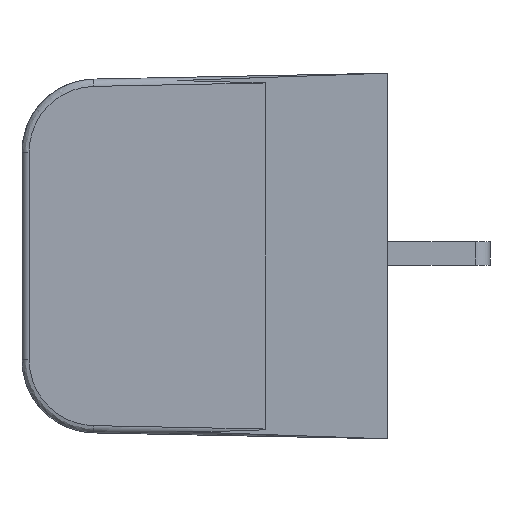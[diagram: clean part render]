
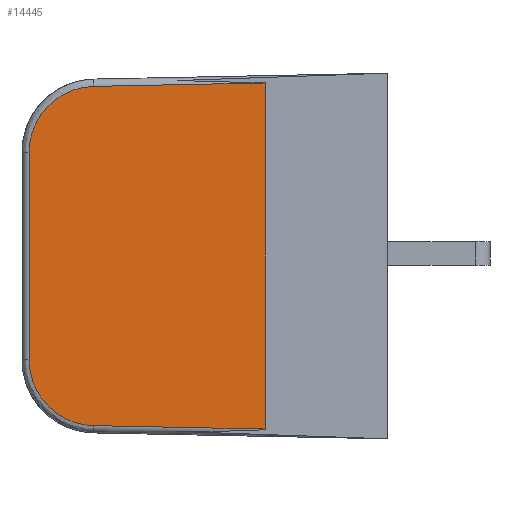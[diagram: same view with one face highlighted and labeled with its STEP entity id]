
A CAD part, left-side view. The second image highlights one B-rep face of the part: STEP entity #14445.
In plain terms, the highlighted planar face has unit normal (-1, 0.02, 0).
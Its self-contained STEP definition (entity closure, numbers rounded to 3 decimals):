
#14445 = ADVANCED_FACE('',(#14446),#14460,.F.);
#14446 = FACE_BOUND('',#14447,.F.);
#14447 = EDGE_LOOP('',(#14448,#14471,#14487,#14503,#14547,#14563));
#14448 = ORIENTED_EDGE('',*,*,#14449,.F.);
#14449 = EDGE_CURVE('',#14450,#14452,#14454,.T.);
#14450 = VERTEX_POINT('',#14451);
#14451 = CARTESIAN_POINT('',(-9.122,4.256,
    6.011));
#14452 = VERTEX_POINT('',#14453);
#14453 = CARTESIAN_POINT('',(-9.003,10.211,
    5.892));
#14454 = SURFACE_CURVE('',#14455,(#14459),.PCURVE_S1.);
#14455 = LINE('',#14456,#14457);
#14456 = CARTESIAN_POINT('',(-9.122,4.256,
    6.011));
#14457 = VECTOR('',#14458,1.);
#14458 = DIRECTION('',(0.02,1.,
    -0.02));
#14459 = PCURVE('',#14460,#14465);
#14460 = PLANE('',#14461);
#14461 = AXIS2_PLACEMENT_3D('',#14462,#14463,#14464);
#14462 = CARTESIAN_POINT('',(-9.081,6.35,0.));
#14463 = DIRECTION('',(1.,-0.02,0.));
#14464 = DIRECTION('',(0.,0.,-1.));
#14465 = DEFINITIONAL_REPRESENTATION('',(#14466),#14470);
#14466 = LINE('',#14467,#14468);
#14467 = CARTESIAN_POINT('',(-6.011,-2.095));
#14468 = VECTOR('',#14469,1.);
#14469 = DIRECTION('',(0.02,1.));
#14470 = ( GEOMETRIC_REPRESENTATION_CONTEXT(2) 
PARAMETRIC_REPRESENTATION_CONTEXT() REPRESENTATION_CONTEXT('2D SPACE',''
  ) );
#14471 = ORIENTED_EDGE('',*,*,#14472,.F.);
#14472 = EDGE_CURVE('',#14473,#14450,#14475,.T.);
#14473 = VERTEX_POINT('',#14474);
#14474 = CARTESIAN_POINT('',(-9.122,4.256,
    -6.011));
#14475 = SURFACE_CURVE('',#14476,(#14480),.PCURVE_S1.);
#14476 = LINE('',#14477,#14478);
#14477 = CARTESIAN_POINT('',(-9.122,4.256,
    -6.011));
#14478 = VECTOR('',#14479,1.);
#14479 = DIRECTION('',(0.,0.,1.));
#14480 = PCURVE('',#14460,#14481);
#14481 = DEFINITIONAL_REPRESENTATION('',(#14482),#14486);
#14482 = LINE('',#14483,#14484);
#14483 = CARTESIAN_POINT('',(6.011,-2.095));
#14484 = VECTOR('',#14485,1.);
#14485 = DIRECTION('',(-1.,0.));
#14486 = ( GEOMETRIC_REPRESENTATION_CONTEXT(2) 
PARAMETRIC_REPRESENTATION_CONTEXT() REPRESENTATION_CONTEXT('2D SPACE',''
  ) );
#14487 = ORIENTED_EDGE('',*,*,#14488,.T.);
#14488 = EDGE_CURVE('',#14473,#14489,#14491,.T.);
#14489 = VERTEX_POINT('',#14490);
#14490 = CARTESIAN_POINT('',(-9.003,10.211,
    -5.892));
#14491 = SURFACE_CURVE('',#14492,(#14496),.PCURVE_S1.);
#14492 = LINE('',#14493,#14494);
#14493 = CARTESIAN_POINT('',(-9.122,4.256,
    -6.011));
#14494 = VECTOR('',#14495,1.);
#14495 = DIRECTION('',(0.02,1.,
    0.02));
#14496 = PCURVE('',#14460,#14497);
#14497 = DEFINITIONAL_REPRESENTATION('',(#14498),#14502);
#14498 = LINE('',#14499,#14500);
#14499 = CARTESIAN_POINT('',(6.011,-2.095));
#14500 = VECTOR('',#14501,1.);
#14501 = DIRECTION('',(-0.02,1.));
#14502 = ( GEOMETRIC_REPRESENTATION_CONTEXT(2) 
PARAMETRIC_REPRESENTATION_CONTEXT() REPRESENTATION_CONTEXT('2D SPACE',''
  ) );
#14503 = ORIENTED_EDGE('',*,*,#14504,.F.);
#14504 = EDGE_CURVE('',#14505,#14489,#14507,.T.);
#14505 = VERTEX_POINT('',#14506);
#14506 = CARTESIAN_POINT('',(-8.958,12.451,
    -3.606));
#14507 = SURFACE_CURVE('',#14508,(#14526),.PCURVE_S1.);
#14508 = B_SPLINE_CURVE_WITH_KNOTS('',3,(#14509,#14510,#14511,#14512,
    #14513,#14514,#14515,#14516,#14517,#14518,#14519,#14520,#14521,
    #14522,#14523,#14524,#14525),.UNSPECIFIED.,.F.,.F.,(4,1,1,1,1,1,1,1,
    1,1,1,1,1,1,4),(0.,0.071,0.143,0.214,
    0.286,0.357,0.429,0.5,0.571,
    0.643,0.714,0.786,0.857,
    0.929,1.),.UNSPECIFIED.);
#14509 = CARTESIAN_POINT('',(-8.958,12.451,
    -3.606));
#14510 = CARTESIAN_POINT('',(-8.958,12.451,
    -3.691));
#14511 = CARTESIAN_POINT('',(-8.959,12.442,
    -3.859));
#14512 = CARTESIAN_POINT('',(-8.96,12.4,
    -4.11));
#14513 = CARTESIAN_POINT('',(-8.961,12.33,
    -4.353));
#14514 = CARTESIAN_POINT('',(-8.963,12.235,
    -4.588));
#14515 = CARTESIAN_POINT('',(-8.965,12.113,
    -4.811));
#14516 = CARTESIAN_POINT('',(-8.968,11.968,
    -5.019));
#14517 = CARTESIAN_POINT('',(-8.971,11.801,
    -5.21));
#14518 = CARTESIAN_POINT('',(-8.975,11.614,
    -5.381));
#14519 = CARTESIAN_POINT('',(-8.979,11.409,
    -5.53));
#14520 = CARTESIAN_POINT('',(-8.984,11.188,
    -5.656));
#14521 = CARTESIAN_POINT('',(-8.988,10.956,
    -5.756));
#14522 = CARTESIAN_POINT('',(-8.993,10.713,
    -5.83));
#14523 = CARTESIAN_POINT('',(-8.998,10.464,
    -5.877));
#14524 = CARTESIAN_POINT('',(-9.002,10.296,
    -5.89));
#14525 = CARTESIAN_POINT('',(-9.003,10.211,
    -5.892));
#14526 = PCURVE('',#14460,#14527);
#14527 = DEFINITIONAL_REPRESENTATION('',(#14528),#14546);
#14528 = B_SPLINE_CURVE_WITH_KNOTS('',3,(#14529,#14530,#14531,#14532,
    #14533,#14534,#14535,#14536,#14537,#14538,#14539,#14540,#14541,
    #14542,#14543,#14544,#14545),.UNSPECIFIED.,.F.,.F.,(4,1,1,1,1,1,1,1,
    1,1,1,1,1,1,4),(0.,0.071,0.143,0.214,
    0.286,0.357,0.429,0.5,0.571,
    0.643,0.714,0.786,0.857,
    0.929,1.),.UNSPECIFIED.);
#14529 = CARTESIAN_POINT('',(3.606,6.102));
#14530 = CARTESIAN_POINT('',(3.691,6.102));
#14531 = CARTESIAN_POINT('',(3.859,6.093));
#14532 = CARTESIAN_POINT('',(4.11,6.051));
#14533 = CARTESIAN_POINT('',(4.353,5.982));
#14534 = CARTESIAN_POINT('',(4.588,5.886));
#14535 = CARTESIAN_POINT('',(4.811,5.765));
#14536 = CARTESIAN_POINT('',(5.019,5.619));
#14537 = CARTESIAN_POINT('',(5.21,5.452));
#14538 = CARTESIAN_POINT('',(5.381,5.265));
#14539 = CARTESIAN_POINT('',(5.53,5.06));
#14540 = CARTESIAN_POINT('',(5.656,4.839));
#14541 = CARTESIAN_POINT('',(5.756,4.606));
#14542 = CARTESIAN_POINT('',(5.83,4.364));
#14543 = CARTESIAN_POINT('',(5.877,4.114));
#14544 = CARTESIAN_POINT('',(5.89,3.946));
#14545 = CARTESIAN_POINT('',(5.892,3.862));
#14546 = ( GEOMETRIC_REPRESENTATION_CONTEXT(2) 
PARAMETRIC_REPRESENTATION_CONTEXT() REPRESENTATION_CONTEXT('2D SPACE',''
  ) );
#14547 = ORIENTED_EDGE('',*,*,#14548,.T.);
#14548 = EDGE_CURVE('',#14505,#14549,#14551,.T.);
#14549 = VERTEX_POINT('',#14550);
#14550 = CARTESIAN_POINT('',(-8.958,12.451,
    3.606));
#14551 = SURFACE_CURVE('',#14552,(#14556),.PCURVE_S1.);
#14552 = LINE('',#14553,#14554);
#14553 = CARTESIAN_POINT('',(-8.958,12.451,
    -3.606));
#14554 = VECTOR('',#14555,1.);
#14555 = DIRECTION('',(0.,0.,1.));
#14556 = PCURVE('',#14460,#14557);
#14557 = DEFINITIONAL_REPRESENTATION('',(#14558),#14562);
#14558 = LINE('',#14559,#14560);
#14559 = CARTESIAN_POINT('',(3.606,6.102));
#14560 = VECTOR('',#14561,1.);
#14561 = DIRECTION('',(-1.,0.));
#14562 = ( GEOMETRIC_REPRESENTATION_CONTEXT(2) 
PARAMETRIC_REPRESENTATION_CONTEXT() REPRESENTATION_CONTEXT('2D SPACE',''
  ) );
#14563 = ORIENTED_EDGE('',*,*,#14564,.F.);
#14564 = EDGE_CURVE('',#14452,#14549,#14565,.T.);
#14565 = SURFACE_CURVE('',#14566,(#14584),.PCURVE_S1.);
#14566 = B_SPLINE_CURVE_WITH_KNOTS('',3,(#14567,#14568,#14569,#14570,
    #14571,#14572,#14573,#14574,#14575,#14576,#14577,#14578,#14579,
    #14580,#14581,#14582,#14583),.UNSPECIFIED.,.F.,.F.,(4,1,1,1,1,1,1,1,
    1,1,1,1,1,1,4),(0.,0.071,0.143,0.214,
    0.286,0.357,0.429,0.5,0.571,
    0.643,0.714,0.786,0.857,
    0.929,1.),.UNSPECIFIED.);
#14567 = CARTESIAN_POINT('',(-9.003,10.211,
    5.892));
#14568 = CARTESIAN_POINT('',(-9.002,10.295,
    5.89));
#14569 = CARTESIAN_POINT('',(-8.998,10.464,
    5.877));
#14570 = CARTESIAN_POINT('',(-8.993,10.713,
    5.83));
#14571 = CARTESIAN_POINT('',(-8.988,10.956,
    5.756));
#14572 = CARTESIAN_POINT('',(-8.984,11.188,
    5.656));
#14573 = CARTESIAN_POINT('',(-8.979,11.409,
    5.53));
#14574 = CARTESIAN_POINT('',(-8.975,11.614,
    5.381));
#14575 = CARTESIAN_POINT('',(-8.971,11.801,
    5.21));
#14576 = CARTESIAN_POINT('',(-8.968,11.968,
    5.019));
#14577 = CARTESIAN_POINT('',(-8.965,12.113,
    4.811));
#14578 = CARTESIAN_POINT('',(-8.963,12.235,
    4.588));
#14579 = CARTESIAN_POINT('',(-8.961,12.33,
    4.353));
#14580 = CARTESIAN_POINT('',(-8.96,12.4,
    4.11));
#14581 = CARTESIAN_POINT('',(-8.959,12.442,
    3.859));
#14582 = CARTESIAN_POINT('',(-8.958,12.451,
    3.691));
#14583 = CARTESIAN_POINT('',(-8.958,12.451,
    3.606));
#14584 = PCURVE('',#14460,#14585);
#14585 = DEFINITIONAL_REPRESENTATION('',(#14586),#14604);
#14586 = B_SPLINE_CURVE_WITH_KNOTS('',3,(#14587,#14588,#14589,#14590,
    #14591,#14592,#14593,#14594,#14595,#14596,#14597,#14598,#14599,
    #14600,#14601,#14602,#14603),.UNSPECIFIED.,.F.,.F.,(4,1,1,1,1,1,1,1,
    1,1,1,1,1,1,4),(0.,0.071,0.143,0.214,
    0.286,0.357,0.429,0.5,0.571,
    0.643,0.714,0.786,0.857,
    0.929,1.),.UNSPECIFIED.);
#14587 = CARTESIAN_POINT('',(-5.892,3.862));
#14588 = CARTESIAN_POINT('',(-5.89,3.946));
#14589 = CARTESIAN_POINT('',(-5.877,4.114));
#14590 = CARTESIAN_POINT('',(-5.83,4.364));
#14591 = CARTESIAN_POINT('',(-5.756,4.606));
#14592 = CARTESIAN_POINT('',(-5.656,4.839));
#14593 = CARTESIAN_POINT('',(-5.53,5.06));
#14594 = CARTESIAN_POINT('',(-5.381,5.265));
#14595 = CARTESIAN_POINT('',(-5.21,5.452));
#14596 = CARTESIAN_POINT('',(-5.019,5.619));
#14597 = CARTESIAN_POINT('',(-4.811,5.765));
#14598 = CARTESIAN_POINT('',(-4.588,5.886));
#14599 = CARTESIAN_POINT('',(-4.353,5.982));
#14600 = CARTESIAN_POINT('',(-4.11,6.051));
#14601 = CARTESIAN_POINT('',(-3.859,6.093));
#14602 = CARTESIAN_POINT('',(-3.691,6.102));
#14603 = CARTESIAN_POINT('',(-3.606,6.102));
#14604 = ( GEOMETRIC_REPRESENTATION_CONTEXT(2) 
PARAMETRIC_REPRESENTATION_CONTEXT() REPRESENTATION_CONTEXT('2D SPACE',''
  ) );
